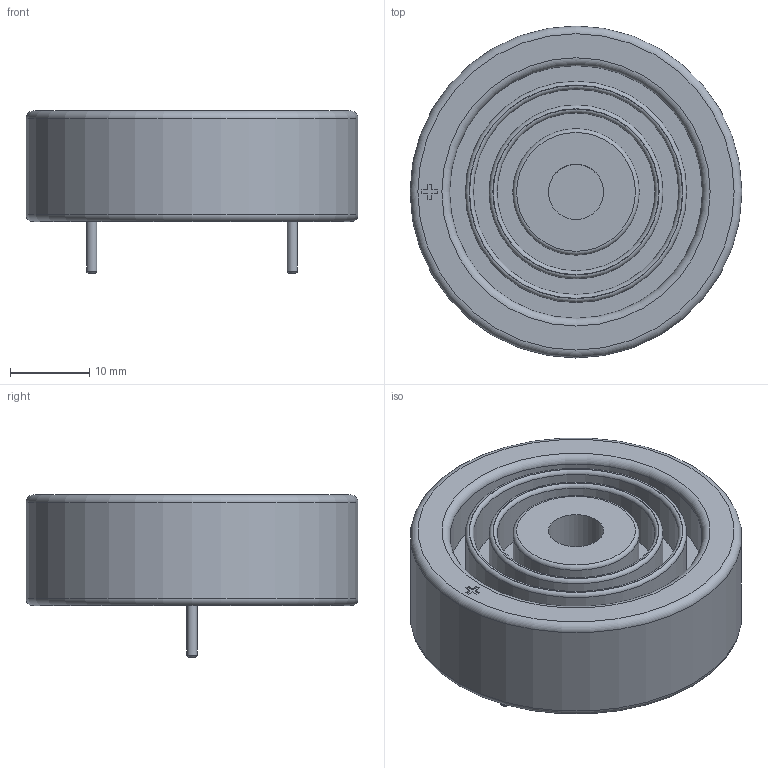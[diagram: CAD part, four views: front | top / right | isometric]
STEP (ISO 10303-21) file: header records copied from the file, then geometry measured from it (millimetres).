
FILE_DESCRIPTION(/* description */ ('model of MagneticBuzzer_ProjectsUnlimited_AI-4228-TWT-R'),/* implementation_level */ '2;1');
FILE_NAME(/* name */ 'MagneticBuzzer_ProjectsUnlimited_AI-4228-TWT-R.step',/* time_stamp */ '2018-11-19T23:46:37',/* author */ ('kicad StepUp','ksu'),/* organization */ ('FreeCAD'),/* preprocessor_version */ 'OCC',/* originating_system */ 'kicad StepUp',/* authorisation */ '');
FILE_SCHEMA(('AUTOMOTIVE_DESIGN { 1 0 10303 214 1 1 1 1 }'));
Length unit declared in the file: millimetre
Products named in the file (1): MagneticBuzzer_ProjectsUnlimited_AI_4228_TWT_R
Bounding box: 42 x 42 x 20.53 mm (x, y, z)
Volume: 16182.6 mm3; surface area: 7414.5 mm2
Topology: 1 solids, 1 shells, 44 faces, 86 edges, 54 vertices
Faces by surface type: plane 24, cylinder 10, torus 10
Full cylindrical faces by diameter (mm): 1.3 x2, 7 x1, 16 x1, 20 x1, 22 x1, 26 x1, 28 x1, 32 x1, 42 x1
Entity records: 870 total; most frequent: ORIENTED_EDGE 155, CARTESIAN_POINT 110, EDGE_CURVE 86, AXIS2_PLACEMENT_3D 69, FACE_BOUND 54, EDGE_LOOP 54, VERTEX_POINT 54, ADVANCED_FACE 44
